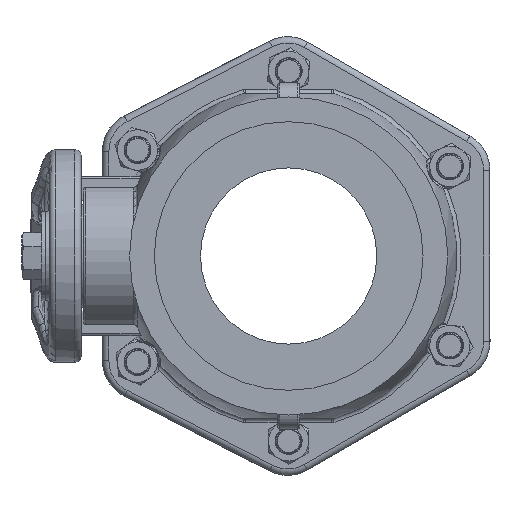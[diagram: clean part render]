
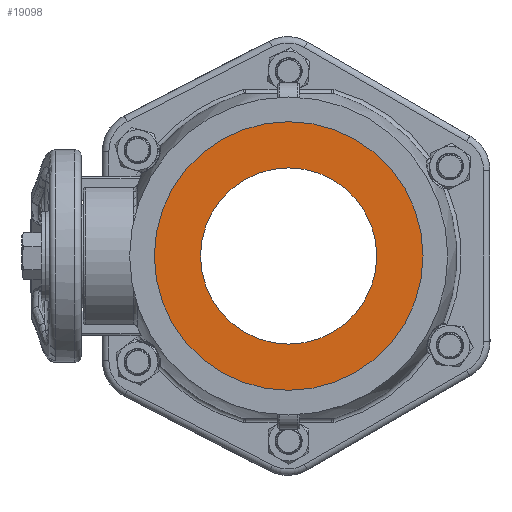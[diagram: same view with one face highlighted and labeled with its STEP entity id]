
A CAD part, left-side view. The second image highlights one B-rep face of the part: STEP entity #19098.
In plain terms, the highlighted face is planar.
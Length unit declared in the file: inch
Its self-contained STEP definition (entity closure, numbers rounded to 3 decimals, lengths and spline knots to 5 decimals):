
#4099=PLANE('',#20661);
#4786=FACE_BOUND('',#6501,.T.);
#5197=FACE_OUTER_BOUND('',#6500,.T.);
#6500=EDGE_LOOP('',(#14189));
#6501=EDGE_LOOP('',(#14190));
#7885=CIRCLE('',#20660,1.23);
#7886=CIRCLE('',#20662,1.875);
#8718=VERTEX_POINT('',#31666);
#8719=VERTEX_POINT('',#31669);
#10750=EDGE_CURVE('',#8718,#8718,#7885,.T.);
#10751=EDGE_CURVE('',#8719,#8719,#7886,.T.);
#14189=ORIENTED_EDGE('',*,*,#10751,.T.);
#14190=ORIENTED_EDGE('',*,*,#10750,.F.);
#19098=ADVANCED_FACE('',(#5197,#4786),#4099,.F.);
#20660=AXIS2_PLACEMENT_3D('',#31667,#23425,#23426);
#20661=AXIS2_PLACEMENT_3D('',#31668,#23427,#23428);
#20662=AXIS2_PLACEMENT_3D('',#31670,#23429,#23430);
#23425=DIRECTION('center_axis',(0.,0.,1.));
#23426=DIRECTION('ref_axis',(-1.,0.,0.));
#23427=DIRECTION('center_axis',(0.,0.,-1.));
#23428=DIRECTION('ref_axis',(-1.,0.,0.));
#23429=DIRECTION('center_axis',(0.,0.,1.));
#23430=DIRECTION('ref_axis',(-1.,0.,0.));
#31666=CARTESIAN_POINT('',(-1.23,0.,3.1));
#31667=CARTESIAN_POINT('Origin',(0.,0.,3.1));
#31668=CARTESIAN_POINT('Origin',(-1.5525,0.,3.1));
#31669=CARTESIAN_POINT('',(-1.875,0.,3.1));
#31670=CARTESIAN_POINT('Origin',(0.,0.,3.1));
